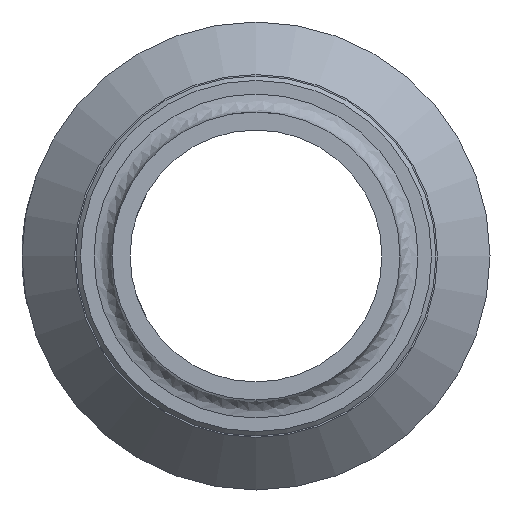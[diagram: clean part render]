
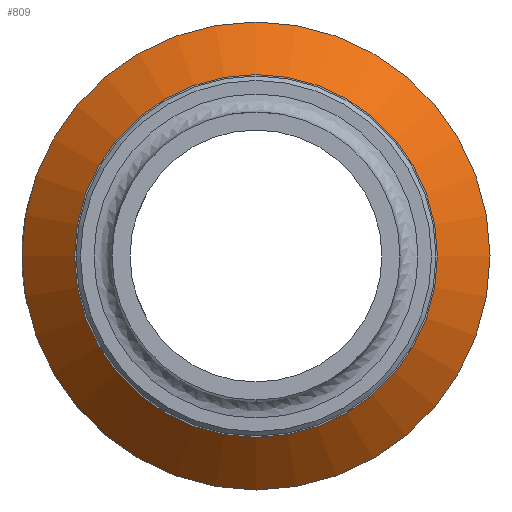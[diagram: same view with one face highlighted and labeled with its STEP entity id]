
A CAD part, left-side view. The second image highlights one B-rep face of the part: STEP entity #809.
In plain terms, the highlighted conical face has half-angle 45 degrees and reference radius 36.639 mm.
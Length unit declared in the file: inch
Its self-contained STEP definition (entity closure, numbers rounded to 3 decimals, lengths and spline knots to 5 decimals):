
#775=CARTESIAN_POINT('',(12.39524,8.90139,0.0));
#776=VERTEX_POINT('',#775);
#777=CARTESIAN_POINT('',(12.39524,7.64139,0.0));
#778=DIRECTION('',(1.0,0.0,0.0));
#779=DIRECTION('',(0.0,1.0,0.0));
#780=AXIS2_PLACEMENT_3D('',#777,#778,#779);
#781=CIRCLE('',#780,1.26);
#782=EDGE_CURVE('',#776,#776,#781,.T.);
#790=CARTESIAN_POINT('',(12.57774,7.64139,0.0));
#791=DIRECTION('',(1.0,0.0,0.0));
#792=DIRECTION('',(0.0,1.0,0.0));
#793=AXIS2_PLACEMENT_3D('',#790,#791,#792);
#794=CONICAL_SURFACE('',#793,1.4425,45.);
#795=CARTESIAN_POINT('',(12.76024,9.26639,0.0));
#796=VERTEX_POINT('',#795);
#797=CARTESIAN_POINT('',(12.76024,7.64139,0.0));
#798=DIRECTION('',(1.0,0.0,0.0));
#799=DIRECTION('',(0.0,1.0,0.0));
#800=AXIS2_PLACEMENT_3D('',#797,#798,#799);
#801=CIRCLE('',#800,1.625);
#802=EDGE_CURVE('',#796,#796,#801,.T.);
#803=ORIENTED_EDGE('',*,*,#802,.F.);
#804=EDGE_LOOP('',(#803));
#805=FACE_OUTER_BOUND('',#804,.T.);
#806=ORIENTED_EDGE('',*,*,#782,.T.);
#807=EDGE_LOOP('',(#806));
#808=FACE_BOUND('',#807,.T.);
#809=ADVANCED_FACE('',(#805,#808),#794,.T.);
